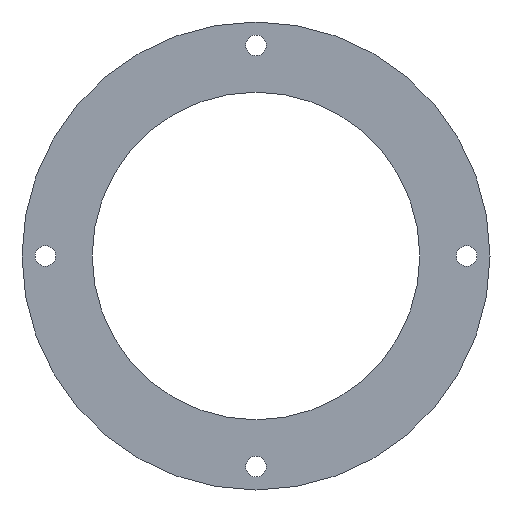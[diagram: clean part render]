
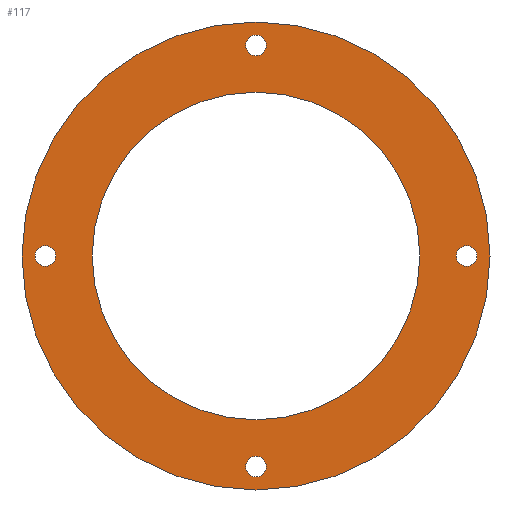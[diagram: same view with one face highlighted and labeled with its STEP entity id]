
A CAD part, left-side view. The second image highlights one B-rep face of the part: STEP entity #117.
In plain terms, the highlighted planar face has unit normal (-1, 0, 0).
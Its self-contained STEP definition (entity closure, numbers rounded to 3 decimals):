
#6 = CARTESIAN_POINT ( 'NONE',  ( 0., 67.5, 0. ) ) ;
#8 = DIRECTION ( 'NONE',  ( 1., 0., 0. ) ) ;
#13 = DIRECTION ( 'NONE',  ( 0., 0., 1. ) ) ;
#14 = CARTESIAN_POINT ( 'NONE',  ( 0., -67.5, 0. ) ) ;
#20 = AXIS2_PLACEMENT_3D ( 'NONE', #538, #242, #329 ) ;
#22 = FACE_BOUND ( 'NONE', #419, .T. ) ;
#23 = AXIS2_PLACEMENT_3D ( 'NONE', #204, #557, #252 ) ;
#25 = AXIS2_PLACEMENT_3D ( 'NONE', #549, #391, #289 ) ;
#26 = VERTEX_POINT ( 'NONE', #389 ) ;
#28 = ORIENTED_EDGE ( 'NONE', *, *, #134, .F. ) ;
#31 = CARTESIAN_POINT ( 'NONE',  ( 0., 0., 67.5 ) ) ;
#35 = DIRECTION ( 'NONE',  ( 0., 0., 1. ) ) ;
#47 = CARTESIAN_POINT ( 'NONE',  ( 0., 0., -70.8 ) ) ;
#49 = EDGE_LOOP ( 'NONE', ( #625, #168 ) ) ;
#51 = CARTESIAN_POINT ( 'NONE',  ( 0., 0., 67.5 ) ) ;
#68 = CIRCLE ( 'NONE', #498, 3.3 ) ;
#70 = AXIS2_PLACEMENT_3D ( 'NONE', #14, #429, #13 ) ;
#71 = VERTEX_POINT ( 'NONE', #486 ) ;
#73 = CIRCLE ( 'NONE', #506, 3.3 ) ;
#77 = EDGE_CURVE ( 'NONE', #71, #590, #73, .T. ) ;
#79 = EDGE_LOOP ( 'NONE', ( #456, #239 ) ) ;
#82 = CARTESIAN_POINT ( 'NONE',  ( 0., -67.5, 3.3 ) ) ;
#87 = DIRECTION ( 'NONE',  ( 0., 0., 1. ) ) ;
#93 = AXIS2_PLACEMENT_3D ( 'NONE', #392, #249, #335 ) ;
#97 = CIRCLE ( 'NONE', #93, 3.3 ) ;
#100 = CARTESIAN_POINT ( 'NONE',  ( 0., 0., 52.5 ) ) ;
#105 = EDGE_LOOP ( 'NONE', ( #28, #277 ) ) ;
#107 = AXIS2_PLACEMENT_3D ( 'NONE', #51, #147, #591 ) ;
#110 = EDGE_CURVE ( 'NONE', #590, #71, #68, .T. ) ;
#117 = ADVANCED_FACE ( 'NONE', ( #393, #22, #243, #360, #178, #145 ), #536, .F. ) ;
#134 = EDGE_CURVE ( 'NONE', #299, #321, #137, .T. ) ;
#135 = VERTEX_POINT ( 'NONE', #583 ) ;
#137 = CIRCLE ( 'NONE', #20, 52.5 ) ;
#144 = VERTEX_POINT ( 'NONE', #47 ) ;
#145 = FACE_OUTER_BOUND ( 'NONE', #272, .T. ) ;
#146 = DIRECTION ( 'NONE',  ( 0., 0., 1. ) ) ;
#147 = DIRECTION ( 'NONE',  ( -1., 0., 0. ) ) ;
#159 = CIRCLE ( 'NONE', #107, 3.3 ) ;
#164 = CARTESIAN_POINT ( 'NONE',  ( 0., 0., 70.8 ) ) ;
#168 = ORIENTED_EDGE ( 'NONE', *, *, #110, .F. ) ;
#177 = DIRECTION ( 'NONE',  ( 0., 0., 1. ) ) ;
#178 = FACE_BOUND ( 'NONE', #105, .T. ) ;
#180 = CIRCLE ( 'NONE', #556, 52.5 ) ;
#183 = CARTESIAN_POINT ( 'NONE',  ( 0., 67.5, 0. ) ) ;
#193 = DIRECTION ( 'NONE',  ( -1., 0., 0. ) ) ;
#196 = EDGE_LOOP ( 'NONE', ( #351, #581 ) ) ;
#204 = CARTESIAN_POINT ( 'NONE',  ( 0., 0., 0. ) ) ;
#211 = CIRCLE ( 'NONE', #319, 3.3 ) ;
#216 = EDGE_CURVE ( 'NONE', #144, #217, #231, .T. ) ;
#217 = VERTEX_POINT ( 'NONE', #404 ) ;
#223 = VERTEX_POINT ( 'NONE', #164 ) ;
#231 = CIRCLE ( 'NONE', #288, 3.3 ) ;
#233 = CARTESIAN_POINT ( 'NONE',  ( 0., 52.5, 0. ) ) ;
#239 = ORIENTED_EDGE ( 'NONE', *, *, #260, .F. ) ;
#242 = DIRECTION ( 'NONE',  ( -1., 0., 0. ) ) ;
#243 = FACE_BOUND ( 'NONE', #79, .T. ) ;
#245 = CARTESIAN_POINT ( 'NONE',  ( 0., 0., 75. ) ) ;
#248 = EDGE_CURVE ( 'NONE', #601, #135, #358, .T. ) ;
#249 = DIRECTION ( 'NONE',  ( -1., 0., 0. ) ) ;
#252 = DIRECTION ( 'NONE',  ( 0., 0., 1. ) ) ;
#256 = ORIENTED_EDGE ( 'NONE', *, *, #390, .T. ) ;
#260 = EDGE_CURVE ( 'NONE', #135, #601, #97, .T. ) ;
#268 = CARTESIAN_POINT ( 'NONE',  ( 0., 0., -75. ) ) ;
#269 = DIRECTION ( 'NONE',  ( -1., 0., 0. ) ) ;
#272 = EDGE_LOOP ( 'NONE', ( #256, #441 ) ) ;
#277 = ORIENTED_EDGE ( 'NONE', *, *, #596, .F. ) ;
#281 = EDGE_CURVE ( 'NONE', #217, #144, #211, .T. ) ;
#288 = AXIS2_PLACEMENT_3D ( 'NONE', #574, #269, #35 ) ;
#289 = DIRECTION ( 'NONE',  ( 0., 0., 1. ) ) ;
#299 = VERTEX_POINT ( 'NONE', #100 ) ;
#310 = EDGE_CURVE ( 'NONE', #514, #340, #503, .T. ) ;
#319 = AXIS2_PLACEMENT_3D ( 'NONE', #491, #343, #337 ) ;
#321 = VERTEX_POINT ( 'NONE', #494 ) ;
#329 = DIRECTION ( 'NONE',  ( 0., 0., 1. ) ) ;
#333 = DIRECTION ( 'NONE',  ( -1., 0., 0. ) ) ;
#335 = DIRECTION ( 'NONE',  ( 0., 0., 1. ) ) ;
#337 = DIRECTION ( 'NONE',  ( 0., 0., 1. ) ) ;
#340 = VERTEX_POINT ( 'NONE', #245 ) ;
#343 = DIRECTION ( 'NONE',  ( -1., 0., 0. ) ) ;
#349 = EDGE_CURVE ( 'NONE', #26, #223, #159, .T. ) ;
#351 = ORIENTED_EDGE ( 'NONE', *, *, #281, .F. ) ;
#358 = CIRCLE ( 'NONE', #70, 3.3 ) ;
#360 = FACE_BOUND ( 'NONE', #196, .T. ) ;
#363 = ORIENTED_EDGE ( 'NONE', *, *, #487, .F. ) ;
#389 = CARTESIAN_POINT ( 'NONE',  ( 0., 0., 64.2 ) ) ;
#390 = EDGE_CURVE ( 'NONE', #340, #514, #414, .T. ) ;
#391 = DIRECTION ( 'NONE',  ( -1., 0., 0. ) ) ;
#392 = CARTESIAN_POINT ( 'NONE',  ( 0., -67.5, 0. ) ) ;
#393 = FACE_BOUND ( 'NONE', #49, .T. ) ;
#403 = ORIENTED_EDGE ( 'NONE', *, *, #349, .F. ) ;
#404 = CARTESIAN_POINT ( 'NONE',  ( 0., 0., -64.2 ) ) ;
#408 = AXIS2_PLACEMENT_3D ( 'NONE', #233, #8, #490 ) ;
#414 = CIRCLE ( 'NONE', #23, 75. ) ;
#419 = EDGE_LOOP ( 'NONE', ( #363, #403 ) ) ;
#428 = CIRCLE ( 'NONE', #623, 3.3 ) ;
#429 = DIRECTION ( 'NONE',  ( -1., 0., 0. ) ) ;
#441 = ORIENTED_EDGE ( 'NONE', *, *, #310, .T. ) ;
#456 = ORIENTED_EDGE ( 'NONE', *, *, #248, .F. ) ;
#462 = DIRECTION ( 'NONE',  ( -1., 0., 0. ) ) ;
#477 = CARTESIAN_POINT ( 'NONE',  ( 0., 0., 0. ) ) ;
#485 = DIRECTION ( 'NONE',  ( -1., 0., 0. ) ) ;
#486 = CARTESIAN_POINT ( 'NONE',  ( 0., 67.5, 3.3 ) ) ;
#487 = EDGE_CURVE ( 'NONE', #223, #26, #428, .T. ) ;
#489 = CARTESIAN_POINT ( 'NONE',  ( 0., 67.5, -3.3 ) ) ;
#490 = DIRECTION ( 'NONE',  ( 0., 0., -1. ) ) ;
#491 = CARTESIAN_POINT ( 'NONE',  ( 0., 0., -67.5 ) ) ;
#494 = CARTESIAN_POINT ( 'NONE',  ( 0., 0., -52.5 ) ) ;
#498 = AXIS2_PLACEMENT_3D ( 'NONE', #183, #193, #146 ) ;
#503 = CIRCLE ( 'NONE', #25, 75. ) ;
#506 = AXIS2_PLACEMENT_3D ( 'NONE', #6, #333, #87 ) ;
#514 = VERTEX_POINT ( 'NONE', #268 ) ;
#536 = PLANE ( 'NONE',  #408 ) ;
#538 = CARTESIAN_POINT ( 'NONE',  ( 0., 0., 0. ) ) ;
#549 = CARTESIAN_POINT ( 'NONE',  ( 0., 0., 0. ) ) ;
#556 = AXIS2_PLACEMENT_3D ( 'NONE', #477, #485, #177 ) ;
#557 = DIRECTION ( 'NONE',  ( -1., 0., 0. ) ) ;
#574 = CARTESIAN_POINT ( 'NONE',  ( 0., 0., -67.5 ) ) ;
#581 = ORIENTED_EDGE ( 'NONE', *, *, #216, .F. ) ;
#583 = CARTESIAN_POINT ( 'NONE',  ( 0., -67.5, -3.3 ) ) ;
#590 = VERTEX_POINT ( 'NONE', #489 ) ;
#591 = DIRECTION ( 'NONE',  ( 0., 0., 1. ) ) ;
#596 = EDGE_CURVE ( 'NONE', #321, #299, #180, .T. ) ;
#601 = VERTEX_POINT ( 'NONE', #82 ) ;
#623 = AXIS2_PLACEMENT_3D ( 'NONE', #31, #462, #624 ) ;
#624 = DIRECTION ( 'NONE',  ( 0., 0., 1. ) ) ;
#625 = ORIENTED_EDGE ( 'NONE', *, *, #77, .F. ) ;
